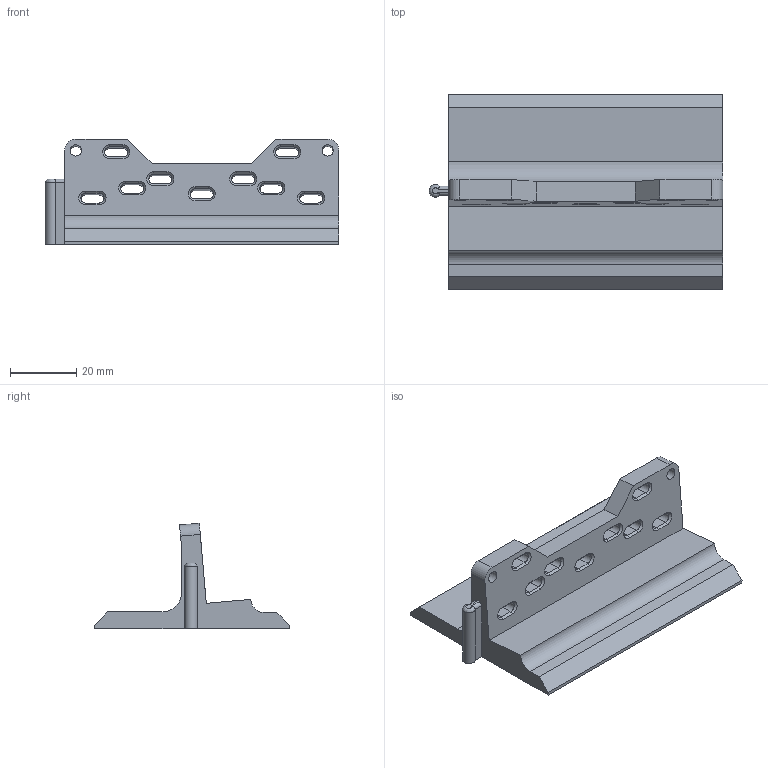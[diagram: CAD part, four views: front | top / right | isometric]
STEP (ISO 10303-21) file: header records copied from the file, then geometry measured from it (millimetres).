
FILE_DESCRIPTION(/* description */ ('','CAx-IF Rec.Pracs.---Representation and Presentation of Product Manufacturing Information (PMI)---4.0---2014-10-13'),/* implementation_level */ '2;1');
FILE_NAME(/* name */ '20-segment-stand-right-end.step',/* time_stamp */ '2024-12-21T20:41:08-05:00',/* author */ (''),/* organization */ (''),/* preprocessor_version */ 'ST-DEVELOPER v20',/* originating_system */ 'Autodesk Translation Framework v13.20.0.188',/* authorisation */ '');
FILE_SCHEMA (('AP242_MANAGED_MODEL_BASED_3D_ENGINEERING_MIM_LF { 1 0 10303 442 1 1 4 }'));
Length unit declared in the file: millimetre
Products named in the file (3): 20-segment-v2; End-stands; Holder(Right)
Assembly tree (2 placements, depth 3):
  20-segment-v2
    End-stands
      Holder(Right)
Bounding box: 88.64 x 58.94 x 31.83 mm (x, y, z)
Volume: 39525.4 mm3; surface area: 15678.2 mm2
Topology: 1 solids, 1 shells, 104 faces, 266 edges, 164 vertices
Faces by surface type: plane 58, cylinder 27, cone 18, bspline 1
Full cylindrical faces by diameter (mm): 3.4 x2
Entity records: 3262 total; most frequent: CARTESIAN_POINT 591, DIRECTION 551, ORIENTED_EDGE 532, EDGE_CURVE 266, LINE 193, VECTOR 193, AXIS2_PLACEMENT_3D 179, VERTEX_POINT 164
